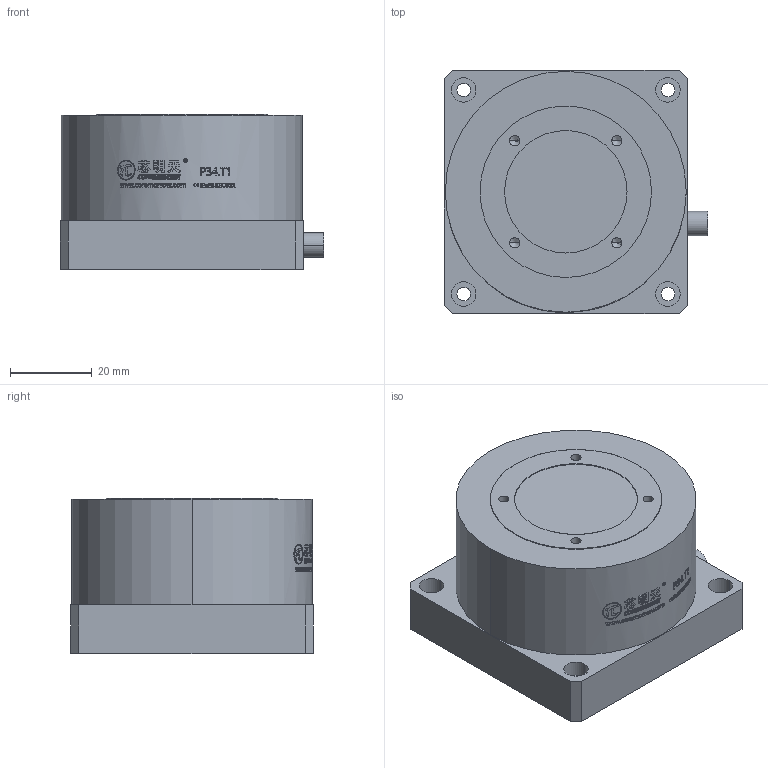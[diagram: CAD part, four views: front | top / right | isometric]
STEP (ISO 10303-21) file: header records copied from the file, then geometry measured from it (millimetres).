
FILE_DESCRIPTION (( 'STEP AP203' ), '1' );
FILE_NAME ('P34.T1-B1俋倛芞.STEP', '2019-11-28T02:42:03', ( '' ), ( '' ), 'SwSTEP 2.0', 'SolidWorks 2016', '' );
FILE_SCHEMA (( 'CONFIG_CONTROL_DESIGN' ));
Length unit declared in the file: millimetre
Products named in the file (1): P34.T1-B1俋倛芞
Bounding box: 64.5 x 59.5 x 38 mm (x, y, z)
Volume: 112373.2 mm3; surface area: 15519.2 mm2
Topology: 1 solids, 1 shells, 961 faces, 2576 edges, 1710 vertices
Faces by surface type: bspline 506, plane 326, cylinder 121, cone 8
Entity records: 53911 total; most frequent: CARTESIAN_POINT 34166, ORIENTED_EDGE 5136, EDGE_CURVE 2568, DIRECTION 2257, VERTEX_POINT 1710, B_SPLINE_CURVE_WITH_KNOTS 1661, EDGE_LOOP 1070, ADVANCED_FACE 961
